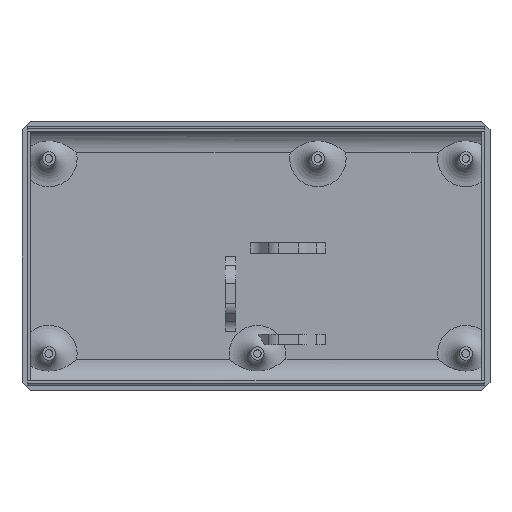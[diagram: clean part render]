
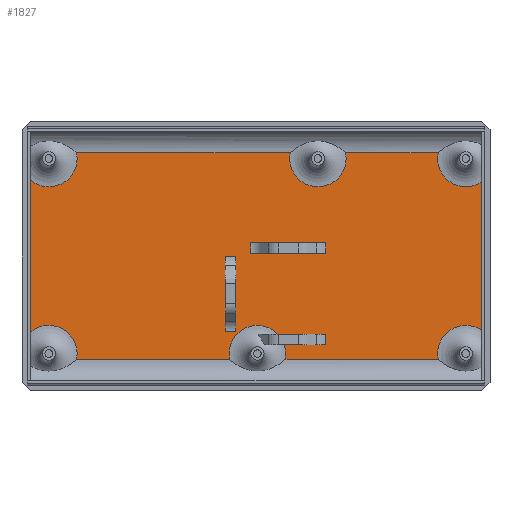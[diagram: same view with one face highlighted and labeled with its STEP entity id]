
A CAD part, top view. The second image highlights one B-rep face of the part: STEP entity #1827.
In plain terms, the highlighted planar face has unit normal (0, 0, 1).
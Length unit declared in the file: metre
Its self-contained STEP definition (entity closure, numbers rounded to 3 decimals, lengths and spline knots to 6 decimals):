
#77=CIRCLE('',#1961,0.0105);
#78=CIRCLE('',#1962,0.0105);
#79=CIRCLE('',#1963,0.0105);
#80=CIRCLE('',#1964,0.0105);
#81=CIRCLE('',#1965,0.0105);
#82=CIRCLE('',#1966,0.0105);
#149=ORIENTED_EDGE('',*,*,#663,.T.);
#150=ORIENTED_EDGE('',*,*,#664,.T.);
#151=ORIENTED_EDGE('',*,*,#665,.F.);
#152=ORIENTED_EDGE('',*,*,#666,.T.);
#153=ORIENTED_EDGE('',*,*,#667,.T.);
#154=ORIENTED_EDGE('',*,*,#668,.T.);
#155=ORIENTED_EDGE('',*,*,#669,.F.);
#156=ORIENTED_EDGE('',*,*,#670,.F.);
#157=ORIENTED_EDGE('',*,*,#671,.T.);
#158=ORIENTED_EDGE('',*,*,#672,.T.);
#159=ORIENTED_EDGE('',*,*,#673,.F.);
#160=ORIENTED_EDGE('',*,*,#674,.T.);
#161=ORIENTED_EDGE('',*,*,#675,.T.);
#162=ORIENTED_EDGE('',*,*,#676,.T.);
#163=ORIENTED_EDGE('',*,*,#677,.F.);
#164=ORIENTED_EDGE('',*,*,#678,.F.);
#165=ORIENTED_EDGE('',*,*,#679,.F.);
#166=ORIENTED_EDGE('',*,*,#680,.T.);
#167=ORIENTED_EDGE('',*,*,#681,.T.);
#168=ORIENTED_EDGE('',*,*,#682,.T.);
#169=ORIENTED_EDGE('',*,*,#683,.T.);
#170=ORIENTED_EDGE('',*,*,#684,.T.);
#171=ORIENTED_EDGE('',*,*,#685,.T.);
#172=ORIENTED_EDGE('',*,*,#686,.T.);
#173=ORIENTED_EDGE('',*,*,#687,.F.);
#174=ORIENTED_EDGE('',*,*,#688,.T.);
#175=ORIENTED_EDGE('',*,*,#689,.F.);
#176=ORIENTED_EDGE('',*,*,#690,.T.);
#177=ORIENTED_EDGE('',*,*,#691,.F.);
#178=ORIENTED_EDGE('',*,*,#692,.T.);
#179=ORIENTED_EDGE('',*,*,#693,.T.);
#180=ORIENTED_EDGE('',*,*,#694,.T.);
#663=EDGE_CURVE('',#920,#921,#1096,.T.);
#664=EDGE_CURVE('',#921,#922,#1097,.F.);
#665=EDGE_CURVE('',#923,#922,#1098,.T.);
#666=EDGE_CURVE('',#923,#920,#1099,.T.);
#667=EDGE_CURVE('',#924,#925,#1100,.T.);
#668=EDGE_CURVE('',#925,#926,#1101,.T.);
#669=EDGE_CURVE('',#927,#926,#1102,.T.);
#670=EDGE_CURVE('',#924,#927,#1103,.T.);
#671=EDGE_CURVE('',#928,#929,#1104,.T.);
#672=EDGE_CURVE('',#929,#930,#1105,.F.);
#673=EDGE_CURVE('',#931,#930,#1106,.T.);
#674=EDGE_CURVE('',#931,#928,#1107,.T.);
#675=EDGE_CURVE('',#932,#933,#1108,.T.);
#676=EDGE_CURVE('',#933,#934,#1109,.T.);
#677=EDGE_CURVE('',#935,#934,#1110,.T.);
#678=EDGE_CURVE('',#932,#935,#1111,.T.);
#679=EDGE_CURVE('',#936,#937,#1112,.T.);
#680=EDGE_CURVE('',#936,#938,#77,.F.);
#681=EDGE_CURVE('',#938,#939,#1113,.T.);
#682=EDGE_CURVE('',#939,#940,#78,.F.);
#683=EDGE_CURVE('',#940,#941,#1114,.T.);
#684=EDGE_CURVE('',#941,#942,#79,.F.);
#685=EDGE_CURVE('',#942,#943,#1115,.T.);
#686=EDGE_CURVE('',#943,#944,#80,.F.);
#687=EDGE_CURVE('',#945,#944,#1116,.F.);
#688=EDGE_CURVE('',#945,#946,#81,.F.);
#689=EDGE_CURVE('',#947,#946,#1117,.F.);
#690=EDGE_CURVE('',#947,#937,#82,.F.);
#691=EDGE_CURVE('',#948,#949,#1118,.T.);
#692=EDGE_CURVE('',#948,#950,#1119,.F.);
#693=EDGE_CURVE('',#950,#951,#1120,.T.);
#694=EDGE_CURVE('',#951,#949,#1121,.T.);
#920=VERTEX_POINT('',#2706);
#921=VERTEX_POINT('',#2707);
#922=VERTEX_POINT('',#2709);
#923=VERTEX_POINT('',#2711);
#924=VERTEX_POINT('',#2714);
#925=VERTEX_POINT('',#2715);
#926=VERTEX_POINT('',#2717);
#927=VERTEX_POINT('',#2719);
#928=VERTEX_POINT('',#2722);
#929=VERTEX_POINT('',#2723);
#930=VERTEX_POINT('',#2725);
#931=VERTEX_POINT('',#2727);
#932=VERTEX_POINT('',#2730);
#933=VERTEX_POINT('',#2731);
#934=VERTEX_POINT('',#2733);
#935=VERTEX_POINT('',#2735);
#936=VERTEX_POINT('',#2738);
#937=VERTEX_POINT('',#2739);
#938=VERTEX_POINT('',#2741);
#939=VERTEX_POINT('',#2743);
#940=VERTEX_POINT('',#2745);
#941=VERTEX_POINT('',#2747);
#942=VERTEX_POINT('',#2749);
#943=VERTEX_POINT('',#2751);
#944=VERTEX_POINT('',#2753);
#945=VERTEX_POINT('',#2755);
#946=VERTEX_POINT('',#2757);
#947=VERTEX_POINT('',#2759);
#948=VERTEX_POINT('',#2762);
#949=VERTEX_POINT('',#2763);
#950=VERTEX_POINT('',#2765);
#951=VERTEX_POINT('',#2767);
#1096=LINE('',#2705,#1261);
#1097=LINE('',#2708,#1262);
#1098=LINE('',#2710,#1263);
#1099=LINE('',#2712,#1264);
#1100=LINE('',#2713,#1265);
#1101=LINE('',#2716,#1266);
#1102=LINE('',#2718,#1267);
#1103=LINE('',#2720,#1268);
#1104=LINE('',#2721,#1269);
#1105=LINE('',#2724,#1270);
#1106=LINE('',#2726,#1271);
#1107=LINE('',#2728,#1272);
#1108=LINE('',#2729,#1273);
#1109=LINE('',#2732,#1274);
#1110=LINE('',#2734,#1275);
#1111=LINE('',#2736,#1276);
#1112=LINE('',#2737,#1277);
#1113=LINE('',#2742,#1278);
#1114=LINE('',#2746,#1279);
#1115=LINE('',#2750,#1280);
#1116=LINE('',#2754,#1281);
#1117=LINE('',#2758,#1282);
#1118=LINE('',#2761,#1283);
#1119=LINE('',#2764,#1284);
#1120=LINE('',#2766,#1285);
#1121=LINE('',#2768,#1286);
#1261=VECTOR('',#2156,1.);
#1262=VECTOR('',#2157,1.);
#1263=VECTOR('',#2158,1.);
#1264=VECTOR('',#2159,1.);
#1265=VECTOR('',#2160,1.);
#1266=VECTOR('',#2161,1.);
#1267=VECTOR('',#2162,1.);
#1268=VECTOR('',#2163,1.);
#1269=VECTOR('',#2164,1.);
#1270=VECTOR('',#2165,1.);
#1271=VECTOR('',#2166,1.);
#1272=VECTOR('',#2167,1.);
#1273=VECTOR('',#2168,1.);
#1274=VECTOR('',#2169,1.);
#1275=VECTOR('',#2170,1.);
#1276=VECTOR('',#2171,1.);
#1277=VECTOR('',#2172,1.);
#1278=VECTOR('',#2175,1.);
#1279=VECTOR('',#2178,1.);
#1280=VECTOR('',#2181,1.);
#1281=VECTOR('',#2184,1.);
#1282=VECTOR('',#2187,1.);
#1283=VECTOR('',#2190,1.);
#1284=VECTOR('',#2191,1.);
#1285=VECTOR('',#2192,1.);
#1286=VECTOR('',#2193,1.);
#1426=EDGE_LOOP('',(#149,#150,#151,#152));
#1427=EDGE_LOOP('',(#153,#154,#155,#156));
#1428=EDGE_LOOP('',(#157,#158,#159,#160));
#1429=EDGE_LOOP('',(#161,#162,#163,#164));
#1430=EDGE_LOOP('',(#165,#166,#167,#168,#169,#170,#171,#172,#173,#174,#175,
#176));
#1431=EDGE_LOOP('',(#177,#178,#179,#180));
#1589=FACE_BOUND('',#1426,.T.);
#1590=FACE_BOUND('',#1427,.T.);
#1591=FACE_BOUND('',#1428,.T.);
#1592=FACE_BOUND('',#1429,.T.);
#1593=FACE_BOUND('',#1430,.T.);
#1594=FACE_BOUND('',#1431,.T.);
#1752=PLANE('',#1960);
#1827=ADVANCED_FACE('',(#1589,#1590,#1591,#1592,#1593,#1594),#1752,.T.);
#1960=AXIS2_PLACEMENT_3D('',#2704,#2154,#2155);
#1961=AXIS2_PLACEMENT_3D('',#2740,#2173,#2174);
#1962=AXIS2_PLACEMENT_3D('',#2744,#2176,#2177);
#1963=AXIS2_PLACEMENT_3D('',#2748,#2179,#2180);
#1964=AXIS2_PLACEMENT_3D('',#2752,#2182,#2183);
#1965=AXIS2_PLACEMENT_3D('',#2756,#2185,#2186);
#1966=AXIS2_PLACEMENT_3D('',#2760,#2188,#2189);
#2154=DIRECTION('',(0.,0.,1.));
#2155=DIRECTION('',(0.,-1.,0.));
#2156=DIRECTION('',(0.,-1.,0.));
#2157=DIRECTION('',(1.,0.,0.));
#2158=DIRECTION('',(0.,-1.,0.));
#2159=DIRECTION('',(1.,0.,0.));
#2160=DIRECTION('',(1.,0.,0.));
#2161=DIRECTION('',(0.,-1.,0.));
#2162=DIRECTION('',(1.,0.,0.));
#2163=DIRECTION('',(0.,-1.,0.));
#2164=DIRECTION('',(-1.,0.,0.));
#2165=DIRECTION('',(0.,-1.,0.));
#2166=DIRECTION('',(-1.,0.,0.));
#2167=DIRECTION('',(0.,-1.,0.));
#2168=DIRECTION('',(0.,-1.,0.));
#2169=DIRECTION('',(-1.,0.,0.));
#2170=DIRECTION('',(0.,-1.,0.));
#2171=DIRECTION('',(-1.,0.,0.));
#2172=DIRECTION('',(0.,-1.,0.));
#2173=DIRECTION('',(0.,0.,1.));
#2174=DIRECTION('',(0.,-1.,0.));
#2175=DIRECTION('',(-1.,0.,0.));
#2176=DIRECTION('',(0.,0.,1.));
#2177=DIRECTION('',(0.,-1.,0.));
#2178=DIRECTION('',(-1.,0.,0.));
#2179=DIRECTION('',(0.,0.,1.));
#2180=DIRECTION('',(0.,-1.,0.));
#2181=DIRECTION('',(0.,-1.,0.));
#2182=DIRECTION('',(0.,0.,1.));
#2183=DIRECTION('',(0.,-1.,0.));
#2184=DIRECTION('',(1.,0.,0.));
#2185=DIRECTION('',(0.,0.,1.));
#2186=DIRECTION('',(0.,-1.,0.));
#2187=DIRECTION('',(1.,0.,0.));
#2188=DIRECTION('',(0.,0.,1.));
#2189=DIRECTION('',(0.,-1.,0.));
#2190=DIRECTION('',(-1.,0.,0.));
#2191=DIRECTION('',(0.,1.,0.));
#2192=DIRECTION('',(-1.,0.,0.));
#2193=DIRECTION('',(0.,1.,0.));
#2704=CARTESIAN_POINT('',(0.272173,0.,-0.0145));
#2705=CARTESIAN_POINT('',(-0.008,-0.024414,-0.0145));
#2706=CARTESIAN_POINT('',(-0.008,-0.023,-0.0145));
#2707=CARTESIAN_POINT('',(-0.008,-0.027899,-0.0145));
#2708=CARTESIAN_POINT('',(0.272173,-0.027899,-0.0145));
#2709=CARTESIAN_POINT('',(-0.012,-0.027899,-0.0145));
#2710=CARTESIAN_POINT('',(-0.012,-0.024414,-0.0145));
#2711=CARTESIAN_POINT('',(-0.012,-0.023,-0.0145));
#2712=CARTESIAN_POINT('',(-0.012,-0.023,-0.0145));
#2713=CARTESIAN_POINT('',(0.272173,-0.000101,-0.0145));
#2714=CARTESIAN_POINT('',(-0.012,-0.000101,-0.0145));
#2715=CARTESIAN_POINT('',(-0.008,-0.000101,-0.0145));
#2716=CARTESIAN_POINT('',(-0.008,-0.003586,-0.0145));
#2717=CARTESIAN_POINT('',(-0.008,-0.005,-0.0145));
#2718=CARTESIAN_POINT('',(-0.012,-0.005,-0.0145));
#2719=CARTESIAN_POINT('',(-0.012,-0.005,-0.0145));
#2720=CARTESIAN_POINT('',(-0.012,-0.003586,-0.0145));
#2721=CARTESIAN_POINT('',(0.00104,0.001,-0.0145));
#2722=CARTESIAN_POINT('',(0.002455,0.001,-0.0145));
#2723=CARTESIAN_POINT('',(-0.002445,0.001,-0.0145));
#2724=CARTESIAN_POINT('',(-0.002445,0.,-0.0145));
#2725=CARTESIAN_POINT('',(-0.002445,0.005,-0.0145));
#2726=CARTESIAN_POINT('',(0.00104,0.005,-0.0145));
#2727=CARTESIAN_POINT('',(0.002455,0.005,-0.0145));
#2728=CARTESIAN_POINT('',(0.002455,0.005,-0.0145));
#2729=CARTESIAN_POINT('',(0.025354,0.,-0.0145));
#2730=CARTESIAN_POINT('',(0.025354,0.005,-0.0145));
#2731=CARTESIAN_POINT('',(0.025354,0.001,-0.0145));
#2732=CARTESIAN_POINT('',(0.021869,0.001,-0.0145));
#2733=CARTESIAN_POINT('',(0.020455,0.001,-0.0145));
#2734=CARTESIAN_POINT('',(0.020455,0.005,-0.0145));
#2735=CARTESIAN_POINT('',(0.020455,0.005,-0.0145));
#2736=CARTESIAN_POINT('',(0.021869,0.005,-0.0145));
#2737=CARTESIAN_POINT('',(0.083283,0.,-0.0145));
#2738=CARTESIAN_POINT('',(0.083283,0.027486,-0.0145));
#2739=CARTESIAN_POINT('',(0.083283,-0.027486,-0.0145));
#2740=CARTESIAN_POINT('',(0.0775,0.03625,-0.0145));
#2741=CARTESIAN_POINT('',(0.067228,0.038428,-0.0145));
#2742=CARTESIAN_POINT('',(0.272173,0.038428,-0.0145));
#2743=CARTESIAN_POINT('',(0.032772,0.038428,-0.0145));
#2744=CARTESIAN_POINT('',(0.0225,0.03625,-0.0145));
#2745=CARTESIAN_POINT('',(0.012228,0.038428,-0.0145));
#2746=CARTESIAN_POINT('',(0.272173,0.038428,-0.0145));
#2747=CARTESIAN_POINT('',(-0.067228,0.038428,-0.0145));
#2748=CARTESIAN_POINT('',(-0.0775,0.03625,-0.0145));
#2749=CARTESIAN_POINT('',(-0.0843,0.028249,-0.0145));
#2750=CARTESIAN_POINT('',(-0.0843,0.,-0.0145));
#2751=CARTESIAN_POINT('',(-0.0843,-0.028249,-0.0145));
#2752=CARTESIAN_POINT('',(-0.0775,-0.03625,-0.0145));
#2753=CARTESIAN_POINT('',(-0.067228,-0.038428,-0.0145));
#2754=CARTESIAN_POINT('',(0.272173,-0.038428,-0.0145));
#2755=CARTESIAN_POINT('',(-0.010272,-0.038428,-0.0145));
#2756=CARTESIAN_POINT('',(0.,-0.03625,-0.0145));
#2757=CARTESIAN_POINT('',(0.010272,-0.038428,-0.0145));
#2758=CARTESIAN_POINT('',(0.272173,-0.038428,-0.0145));
#2759=CARTESIAN_POINT('',(0.067228,-0.038428,-0.0145));
#2760=CARTESIAN_POINT('',(0.0775,-0.03625,-0.0145));
#2761=CARTESIAN_POINT('',(0.021869,-0.029,-0.0145));
#2762=CARTESIAN_POINT('',(0.025354,-0.029,-0.0145));
#2763=CARTESIAN_POINT('',(0.020455,-0.029,-0.0145));
#2764=CARTESIAN_POINT('',(0.025354,-0.033,-0.0145));
#2765=CARTESIAN_POINT('',(0.025354,-0.033,-0.0145));
#2766=CARTESIAN_POINT('',(0.021869,-0.033,-0.0145));
#2767=CARTESIAN_POINT('',(0.020455,-0.033,-0.0145));
#2768=CARTESIAN_POINT('',(0.020455,-0.033,-0.0145));
